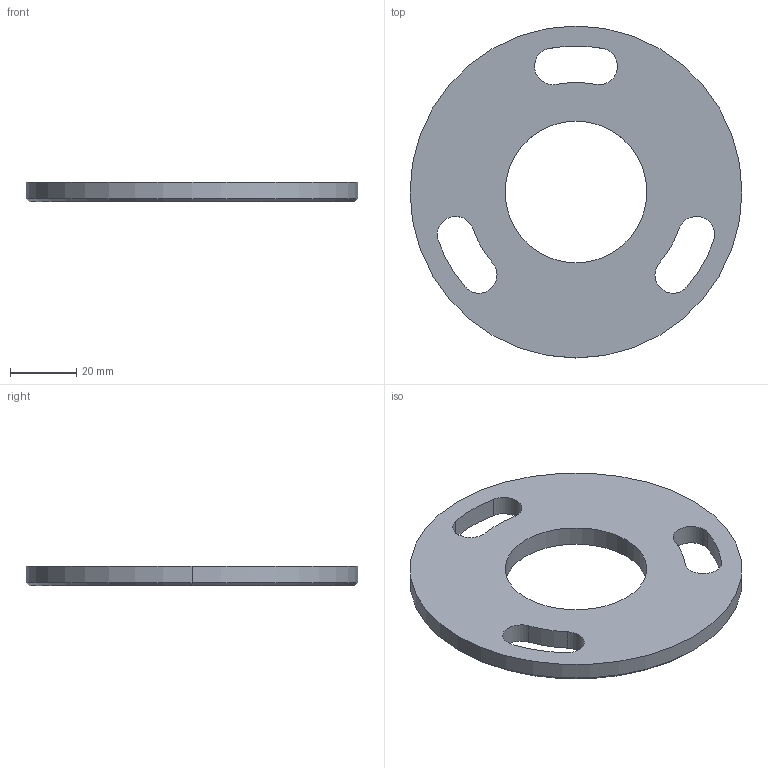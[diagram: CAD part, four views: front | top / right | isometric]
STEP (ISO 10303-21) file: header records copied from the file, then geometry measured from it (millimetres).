
FILE_DESCRIPTION (( 'STEP AP203' ), '1' );
FILE_NAME ('A_0946-042-N.STEP', '2022-05-13T09:37:52', ( '' ), ( '' ), 'SwSTEP 2.0', 'SolidWorks 2019', '' );
FILE_SCHEMA (( 'CONFIG_CONTROL_DESIGN' ));
Length unit declared in the file: millimetre
Products named in the file (1): A_0946-042-N
Bounding box: 100 x 100 x 6 mm (x, y, z)
Volume: 33877.7 mm3; surface area: 14977.9 mm2
Topology: 1 solids, 1 shells, 23 faces, 61 edges, 40 vertices
Faces by surface type: cylinder 19, cone 2, plane 2
Entity records: 832 total; most frequent: DIRECTION 149, CARTESIAN_POINT 125, ORIENTED_EDGE 122, AXIS2_PLACEMENT_3D 64, EDGE_CURVE 61, VERTEX_POINT 40, CIRCLE 40, EDGE_LOOP 31
